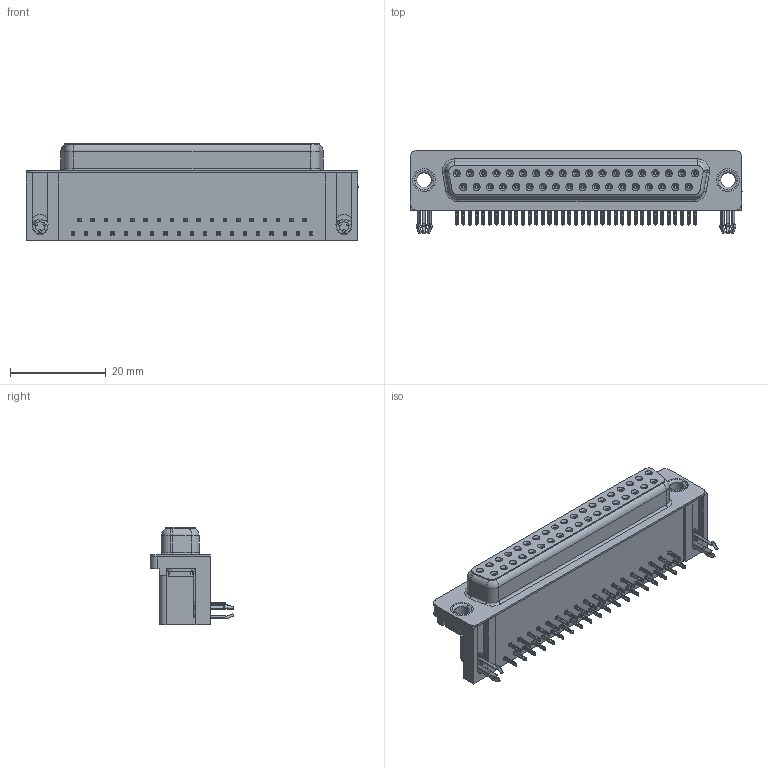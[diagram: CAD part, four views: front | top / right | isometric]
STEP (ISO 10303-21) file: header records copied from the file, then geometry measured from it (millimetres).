
FILE_DESCRIPTION (( 'STEP AP203' ), '1' );
FILE_NAME ('630-037-240-541.STEP', '2021-09-22T14:23:00', ( '' ), ( '' ), 'SwSTEP 2.0', 'SolidWorks 2020', '' );
FILE_SCHEMA (( 'CONFIG_CONTROL_DESIGN' ));
Length unit declared in the file: millimetre
Products named in the file (7): 630 Contact Top; 630 Shell_37 Socket; 630 Contact Bottom; 630 3 Prong Board Lock; 630-037-240-541; 630 Thru Hole Rivet; 630 Housing_37 Socket
Assembly tree (43 placements, depth 2):
  630-037-240-541
    630 Housing_37 Socket
    630 Shell_37 Socket
    630 Contact Bottom  x18
    630 Contact Top  x19
    630 3 Prong Board Lock  x2
    630 Thru Hole Rivet  x2
Bounding box: 69.4 x 17.48 x 20.4 mm (x, y, z)
Volume: 11815 mm3; surface area: 13603.4 mm2
Topology: 43 solids, 43 shells, 5624 faces, 14788 edges, 9276 vertices
Faces by surface type: plane 2540, cylinder 1286, bspline 1260, cone 480, torus 58
Entity records: 35726 total; most frequent: CARTESIAN_POINT 8986, ORIENTED_EDGE 5224, DIRECTION 5008, EDGE_CURVE 2612, LINE 1766, VECTOR 1766, VERTEX_POINT 1674, AXIS2_PLACEMENT_3D 1621
